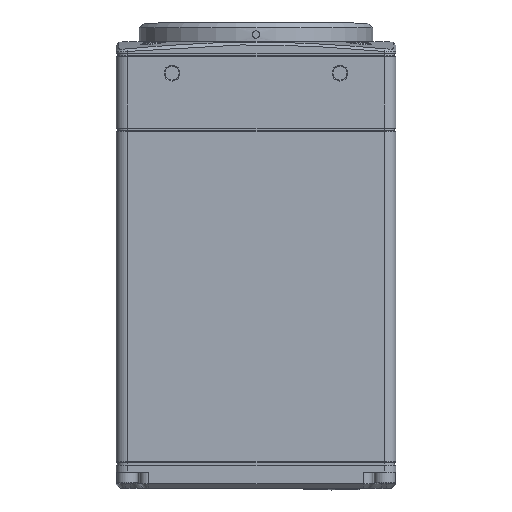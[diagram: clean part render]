
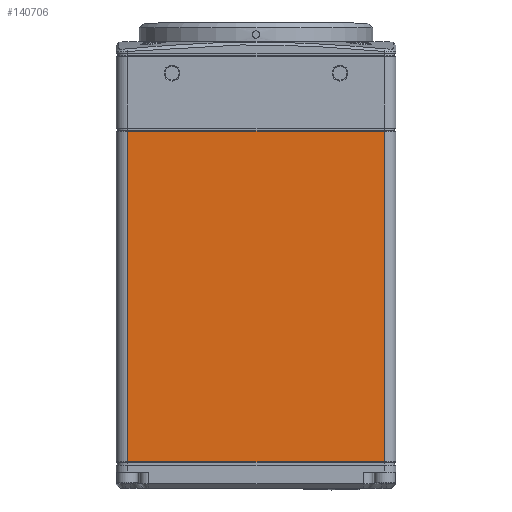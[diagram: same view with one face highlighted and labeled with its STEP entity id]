
A CAD part, top view. The second image highlights one B-rep face of the part: STEP entity #140706.
In plain terms, the highlighted planar face has unit normal (0, 0, 1).
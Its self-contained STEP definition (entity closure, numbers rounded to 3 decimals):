
#2130 = CARTESIAN_POINT ( 'NONE',  ( -30., 50., 30. ) ) ;
#4459 = ORIENTED_EDGE ( 'NONE', *, *, #9453, .F. ) ;
#9453 = EDGE_CURVE ( 'NONE', #166784, #138891, #151315, .T. ) ;
#14339 = DIRECTION ( 'NONE',  ( 0., 1., 0. ) ) ;
#15493 = AXIS2_PLACEMENT_3D ( 'NONE', #2130, #129553, #49518 ) ;
#25686 = ORIENTED_EDGE ( 'NONE', *, *, #162960, .F. ) ;
#34720 = VECTOR ( 'NONE', #82634, 1000. ) ;
#37633 = CARTESIAN_POINT ( 'NONE',  ( -30., -13.43, 30. ) ) ;
#41433 = CARTESIAN_POINT ( 'NONE',  ( -27.5, -13.43, 30. ) ) ;
#43843 = EDGE_CURVE ( 'NONE', #138891, #73838, #43872, .T. ) ;
#43872 = LINE ( 'NONE', #92310, #76457 ) ;
#47901 = CARTESIAN_POINT ( 'NONE',  ( 27.5, 50., 30. ) ) ;
#49518 = DIRECTION ( 'NONE',  ( -1., 0., 0. ) ) ;
#73838 = VERTEX_POINT ( 'NONE', #99434 ) ;
#76457 = VECTOR ( 'NONE', #14339, 1000. ) ;
#80548 = EDGE_CURVE ( 'NONE', #130283, #166784, #192119, .T. ) ;
#82634 = DIRECTION ( 'NONE',  ( 0., -1., 0. ) ) ;
#83221 = PLANE ( 'NONE',  #15493 ) ;
#86293 = ORIENTED_EDGE ( 'NONE', *, *, #80548, .F. ) ;
#89980 = LINE ( 'NONE', #156301, #158605 ) ;
#92310 = CARTESIAN_POINT ( 'NONE',  ( -27.5, 50., 30. ) ) ;
#99434 = CARTESIAN_POINT ( 'NONE',  ( -27.5, 57.4, 30. ) ) ;
#103473 = VECTOR ( 'NONE', #178788, 1000. ) ;
#105184 = CARTESIAN_POINT ( 'NONE',  ( 27.5, 57.4, 30. ) ) ;
#123638 = DIRECTION ( 'NONE',  ( 1., 0., 0. ) ) ;
#129553 = DIRECTION ( 'NONE',  ( 0., 0., -1. ) ) ;
#130283 = VERTEX_POINT ( 'NONE', #105184 ) ;
#133699 = ORIENTED_EDGE ( 'NONE', *, *, #43843, .F. ) ;
#135196 = EDGE_LOOP ( 'NONE', ( #25686, #133699, #4459, #86293 ) ) ;
#138891 = VERTEX_POINT ( 'NONE', #41433 ) ;
#140706 = ADVANCED_FACE ( 'NONE', ( #176919 ), #83221, .F. ) ;
#151315 = LINE ( 'NONE', #37633, #103473 ) ;
#156301 = CARTESIAN_POINT ( 'NONE',  ( -30., 57.4, 30. ) ) ;
#158605 = VECTOR ( 'NONE', #123638, 1000. ) ;
#162960 = EDGE_CURVE ( 'NONE', #73838, #130283, #89980, .T. ) ;
#166784 = VERTEX_POINT ( 'NONE', #172025 ) ;
#172025 = CARTESIAN_POINT ( 'NONE',  ( 27.5, -13.43, 30. ) ) ;
#176919 = FACE_OUTER_BOUND ( 'NONE', #135196, .T. ) ;
#178788 = DIRECTION ( 'NONE',  ( -1., 0., 0. ) ) ;
#192119 = LINE ( 'NONE', #47901, #34720 ) ;
